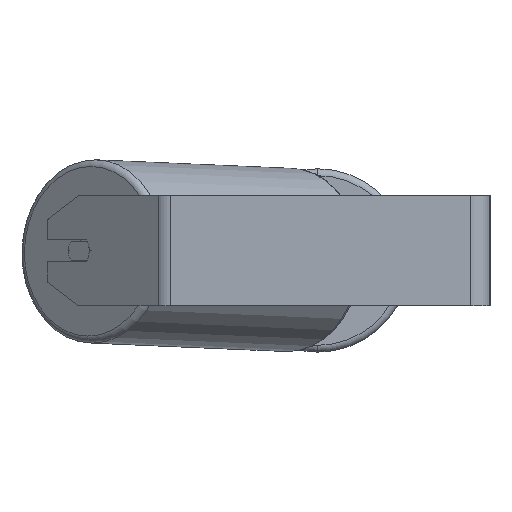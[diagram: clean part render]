
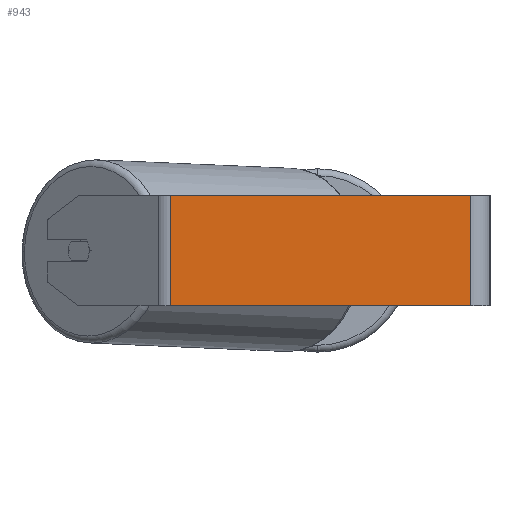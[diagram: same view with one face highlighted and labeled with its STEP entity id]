
A CAD part, left-side view. The second image highlights one B-rep face of the part: STEP entity #943.
In plain terms, the highlighted planar face has unit normal (-1, 0, 0).
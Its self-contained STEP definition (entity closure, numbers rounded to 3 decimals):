
#94 = CARTESIAN_POINT ( 'NONE',  ( -400., 14., 40. ) ) ;
#392 = DIRECTION ( 'NONE',  ( 0., 0., -1. ) ) ;
#415 = ORIENTED_EDGE ( 'NONE', *, *, #4726, .T. ) ;
#438 = DIRECTION ( 'NONE',  ( 1., 0., 0. ) ) ;
#609 = DIRECTION ( 'NONE',  ( 0., 0., -1. ) ) ;
#703 = AXIS2_PLACEMENT_3D ( 'NONE', #7202, #438, #2557 ) ;
#943 = ADVANCED_FACE ( 'NONE', ( #3889 ), #6579, .F. ) ;
#1328 = EDGE_LOOP ( 'NONE', ( #4442, #7509, #6307, #415 ) ) ;
#1382 = CARTESIAN_POINT ( 'NONE',  ( -400., 231.699, 40. ) ) ;
#1443 = VERTEX_POINT ( 'NONE', #1382 ) ;
#1589 = EDGE_CURVE ( 'NONE', #1443, #5135, #7157, .T. ) ;
#2322 = CARTESIAN_POINT ( 'NONE',  ( -400., 14., -40. ) ) ;
#2557 = DIRECTION ( 'NONE',  ( 0., 0., -1. ) ) ;
#2996 = CARTESIAN_POINT ( 'NONE',  ( -400., 236.795, -40. ) ) ;
#3067 = CARTESIAN_POINT ( 'NONE',  ( -400., 231.699, -40. ) ) ;
#3815 = VERTEX_POINT ( 'NONE', #2322 ) ;
#3825 = LINE ( 'NONE', #5150, #7516 ) ;
#3889 = FACE_OUTER_BOUND ( 'NONE', #1328, .T. ) ;
#4183 = EDGE_CURVE ( 'NONE', #4665, #3815, #4457, .T. ) ;
#4442 = ORIENTED_EDGE ( 'NONE', *, *, #4183, .T. ) ;
#4457 = LINE ( 'NONE', #2996, #7216 ) ;
#4665 = VERTEX_POINT ( 'NONE', #3067 ) ;
#4726 = EDGE_CURVE ( 'NONE', #1443, #4665, #3825, .T. ) ;
#5135 = VERTEX_POINT ( 'NONE', #94 ) ;
#5150 = CARTESIAN_POINT ( 'NONE',  ( -400., 231.699, 40. ) ) ;
#6177 = VECTOR ( 'NONE', #7712, 1000. ) ;
#6306 = LINE ( 'NONE', #6441, #8090 ) ;
#6307 = ORIENTED_EDGE ( 'NONE', *, *, #1589, .F. ) ;
#6441 = CARTESIAN_POINT ( 'NONE',  ( -400., 14., 40. ) ) ;
#6579 = PLANE ( 'NONE',  #703 ) ;
#6812 = EDGE_CURVE ( 'NONE', #5135, #3815, #6306, .T. ) ;
#7152 = DIRECTION ( 'NONE',  ( 0., -1., 0. ) ) ;
#7157 = LINE ( 'NONE', #8416, #6177 ) ;
#7202 = CARTESIAN_POINT ( 'NONE',  ( -400., 236.795, 40. ) ) ;
#7216 = VECTOR ( 'NONE', #7152, 1000. ) ;
#7509 = ORIENTED_EDGE ( 'NONE', *, *, #6812, .F. ) ;
#7516 = VECTOR ( 'NONE', #609, 1000. ) ;
#7712 = DIRECTION ( 'NONE',  ( 0., -1., 0. ) ) ;
#8090 = VECTOR ( 'NONE', #392, 1000. ) ;
#8416 = CARTESIAN_POINT ( 'NONE',  ( -400., 236.795, 40. ) ) ;
